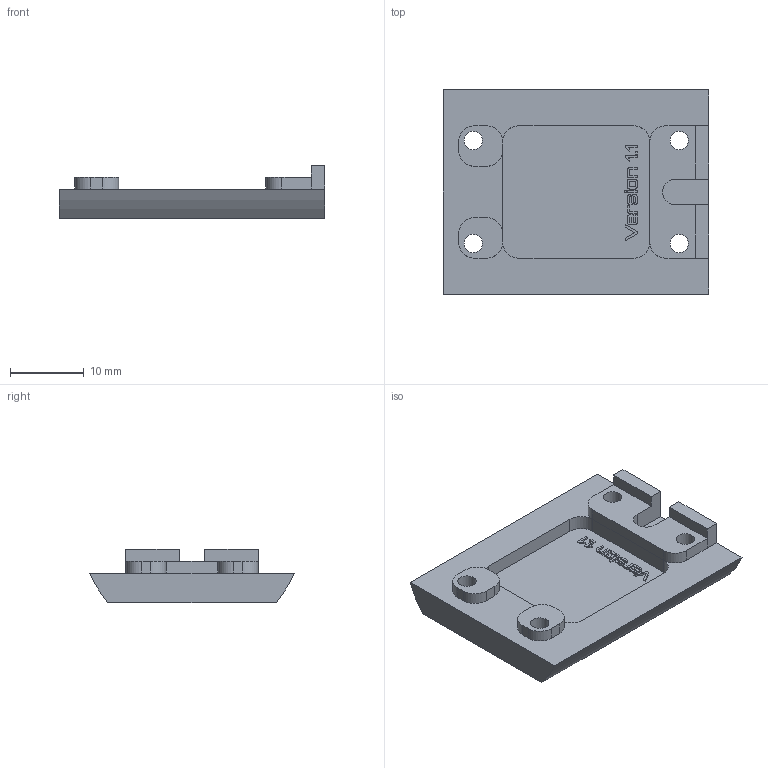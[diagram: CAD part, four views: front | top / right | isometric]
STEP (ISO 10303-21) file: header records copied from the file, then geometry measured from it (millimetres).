
FILE_DESCRIPTION(('FreeCAD Model'),'2;1');
FILE_NAME('Open CASCADE Shape Model','2024-01-22T15:09:17',(''),(''), 'Open CASCADE STEP processor 7.6','FreeCAD','Unknown');
FILE_SCHEMA(('AP242_MANAGED_MODEL_BASED_3D_ENGINEERING_MIM_LF. {1 0 10303 442 1 1 4 }'));
Length unit declared in the file: millimetre
Products named in the file (1): enclosure-bottom001
Bounding box: 36.07 x 27.78 x 7.21 mm (x, y, z)
Volume: 3026.8 mm3; surface area: 2995.7 mm2
Topology: 1 solids, 1 shells, 257 faces, 700 edges, 462 vertices
Faces by surface type: plane 156, extrusion 80, cylinder 21
Full cylindrical faces by diameter (mm): 2.5 x4
Entity records: 8451 total; most frequent: CARTESIAN_POINT 2189, ORIENTED_EDGE 1400, DIRECTION 1018, EDGE_CURVE 700, VECTOR 578, LINE 498, VERTEX_POINT 462, FACE_BOUND 282
